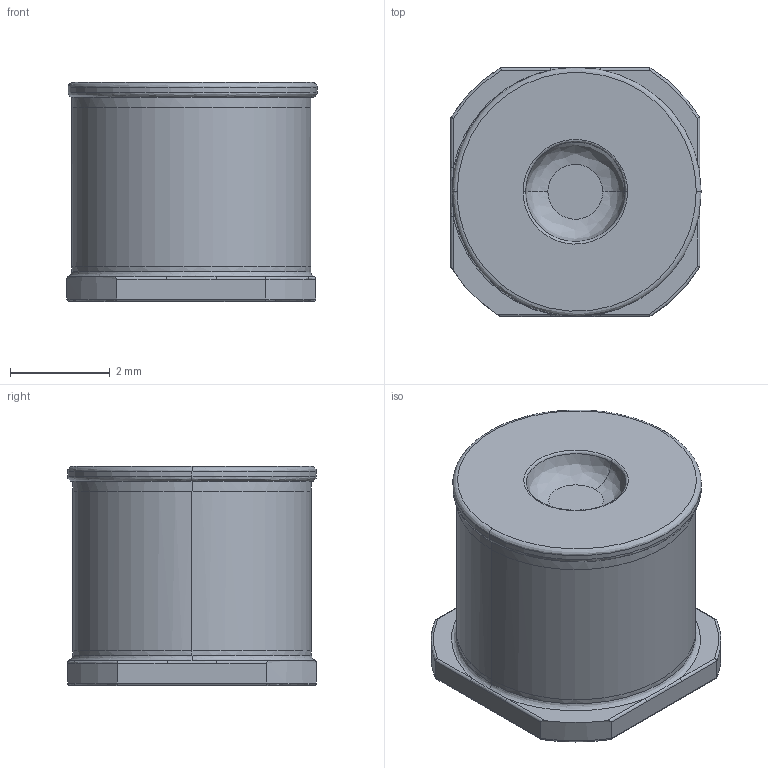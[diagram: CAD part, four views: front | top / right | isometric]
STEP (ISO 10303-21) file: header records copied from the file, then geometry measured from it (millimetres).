
FILE_DESCRIPTION (( 'STEP AP214' ), '1' );
FILE_NAME ('User Library-2035-xx-SM-1.STEP', '2016-03-24T10:50:51', ( 'Windows User' ), ( '' ), 'SwSTEP 2.0', 'SolidWorks 2016', '' );
FILE_SCHEMA (( 'AUTOMOTIVE_DESIGN' ));
Length unit declared in the file: centimetre
Products named in the file (1): User Library-2035-xx-SM-1
Bounding box: 5.03 x 5 x 4.4 mm (x, y, z)
Volume: 80 mm3; surface area: 118.3 mm2
Topology: 1 solids, 1 shells, 62 faces, 137 edges, 79 vertices
Faces by surface type: bspline 25, cylinder 24, plane 13
Entity records: 3355 total; most frequent: CARTESIAN_POINT 1500, ORIENTED_EDGE 274, DIRECTION 178, EDGE_CURVE 137, VERTEX_POINT 79, AXIS2_PLACEMENT_3D 69, UNCERTAINTY_MEASURE_WITH_UNIT 65, SURFACE_STYLE_USAGE 64
